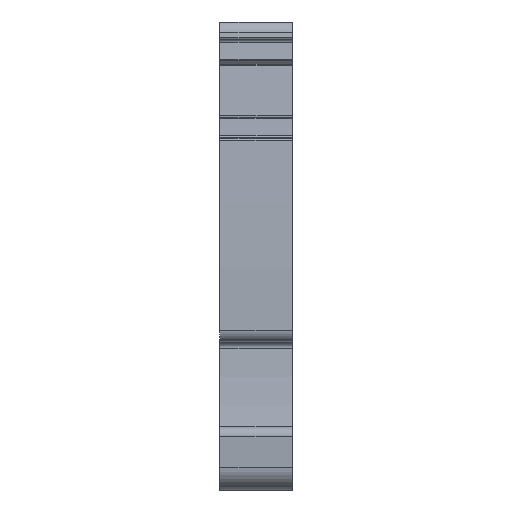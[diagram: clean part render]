
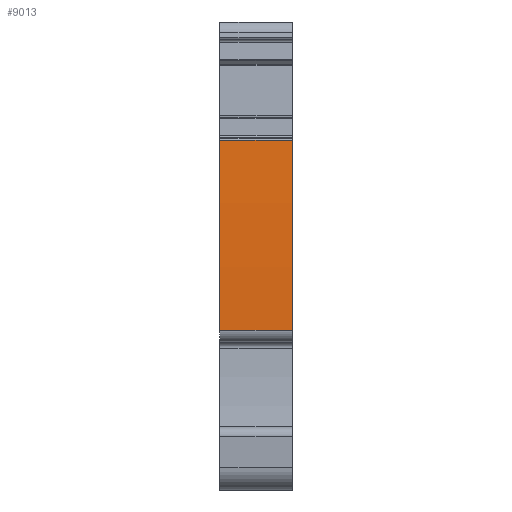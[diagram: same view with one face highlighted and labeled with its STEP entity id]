
A CAD part, front view. The second image highlights one B-rep face of the part: STEP entity #9013.
In plain terms, the highlighted cylindrical face has radius 198.503 mm (diameter 397.006 mm), a partial arc.
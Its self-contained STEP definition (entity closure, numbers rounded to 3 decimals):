
#1966=AXIS2_PLACEMENT_3D('Circle Axis2P3D',#1964,#1965,$) ;
#1973=AXIS2_PLACEMENT_3D('Circle Axis2P3D',#1971,#1972,$) ;
#8984=AXIS2_PLACEMENT_3D('Cylinder Axis2P3D',#8981,#8982,#8983) ;
#8995=AXIS2_PLACEMENT_3D('Circle Axis2P3D',#8993,#8994,$) ;
#9002=AXIS2_PLACEMENT_3D('Circle Axis2P3D',#9000,#9001,$) ;
#1961=CARTESIAN_POINT('Vertex',(0.,1.529,13.435)) ;
#1964=CARTESIAN_POINT('Axis2P3D Location',(0.,200.457,16.508)) ;
#1968=CARTESIAN_POINT('Vertex',(0.,1.528,13.45)) ;
#1971=CARTESIAN_POINT('Axis2P3D Location',(0.,200.008,16.501)) ;
#1975=CARTESIAN_POINT('Vertex',(0.,1.929,29.464)) ;
#8961=CARTESIAN_POINT('Line Origine',(3.05,1.529,13.435)) ;
#8965=CARTESIAN_POINT('Vertex',(6.1,1.529,13.435)) ;
#8981=CARTESIAN_POINT('Axis2P3D Location',(3.05,200.008,16.501)) ;
#8986=CARTESIAN_POINT('Line Origine',(3.05,1.929,29.464)) ;
#8990=CARTESIAN_POINT('Vertex',(6.1,1.929,29.464)) ;
#8993=CARTESIAN_POINT('Axis2P3D Location',(6.1,200.008,16.501)) ;
#8997=CARTESIAN_POINT('Vertex',(6.1,1.528,13.45)) ;
#9000=CARTESIAN_POINT('Axis2P3D Location',(6.1,200.008,16.501)) ;
#1965=DIRECTION('Axis2P3D Direction',(1.,0.,0.)) ;
#1972=DIRECTION('Axis2P3D Direction',(1.,0.,0.)) ;
#8962=DIRECTION('Vector Direction',(1.,0.,0.)) ;
#8982=DIRECTION('Axis2P3D Direction',(1.,0.,0.)) ;
#8983=DIRECTION('Axis2P3D XDirection',(0.,-0.994,0.111)) ;
#8987=DIRECTION('Vector Direction',(1.,0.,0.)) ;
#8994=DIRECTION('Axis2P3D Direction',(1.,0.,0.)) ;
#9001=DIRECTION('Axis2P3D Direction',(1.,0.,0.)) ;
#8963=VECTOR('Line Direction',#8962,1.) ;
#8988=VECTOR('Line Direction',#8987,1.) ;
#9006=ORIENTED_EDGE('',*,*,#8992,.F.) ;
#9007=ORIENTED_EDGE('',*,*,#1977,.T.) ;
#9008=ORIENTED_EDGE('',*,*,#1970,.T.) ;
#9009=ORIENTED_EDGE('',*,*,#8967,.T.) ;
#9010=ORIENTED_EDGE('',*,*,#8999,.F.) ;
#9011=ORIENTED_EDGE('',*,*,#9004,.F.) ;
#9013=ADVANCED_FACE('MLD_GN',(#9012),#8985,.T.) ;
#1967=CIRCLE('generated circle',#1966,198.952) ;
#1974=CIRCLE('generated circle',#1973,198.503) ;
#8996=CIRCLE('generated circle',#8995,198.503) ;
#9003=CIRCLE('generated circle',#9002,198.503) ;
#8985=CYLINDRICAL_SURFACE('generated cylinder',#8984,198.503) ;
#1970=EDGE_CURVE('',#1969,#1962,#1967,.T.) ;
#1977=EDGE_CURVE('',#1976,#1969,#1974,.T.) ;
#8967=EDGE_CURVE('',#1962,#8966,#8964,.T.) ;
#8992=EDGE_CURVE('',#1976,#8991,#8989,.T.) ;
#8999=EDGE_CURVE('',#8998,#8966,#8996,.T.) ;
#9004=EDGE_CURVE('',#8991,#8998,#9003,.T.) ;
#9005=EDGE_LOOP('',(#9006,#9007,#9008,#9009,#9010,#9011)) ;
#9012=FACE_OUTER_BOUND('',#9005,.T.) ;
#8964=LINE('Line',#8961,#8963) ;
#8989=LINE('Line',#8986,#8988) ;
#1962=VERTEX_POINT('',#1961) ;
#1969=VERTEX_POINT('',#1968) ;
#1976=VERTEX_POINT('',#1975) ;
#8966=VERTEX_POINT('',#8965) ;
#8991=VERTEX_POINT('',#8990) ;
#8998=VERTEX_POINT('',#8997) ;
